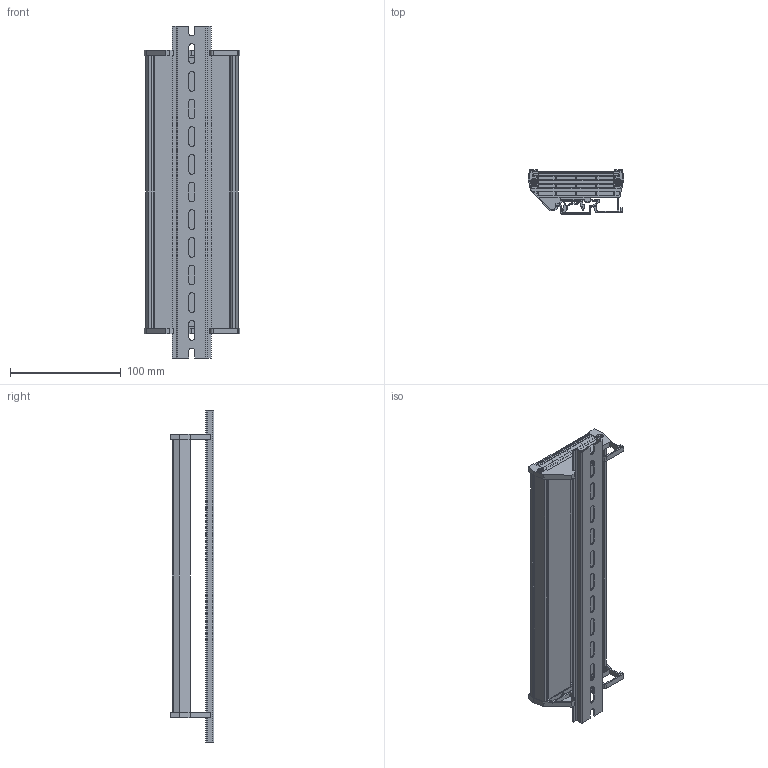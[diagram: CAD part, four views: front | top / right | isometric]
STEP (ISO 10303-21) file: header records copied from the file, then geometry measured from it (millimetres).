
FILE_DESCRIPTION (( 'STEP AP214' ), '1' );
FILE_NAME ('PHSCR-PHRKLR-250.STEP', '2022-01-24T11:29:39', ( '' ), ( '' ), 'SwSTEP 2.0', 'SolidWorks 2017', '' );
FILE_SCHEMA (( 'AUTOMOTIVE_DESIGN' ));
Length unit declared in the file: millimetre
Products named in the file (16): PHSFL; Rail-150; Side Screw; PCB-73; PHSFR; Rail-150_Rail Length - 250; Profile - 72-300; Profile - 72-300_Length-250; PCB-73_PCB -250; PHSCR-PHRKLR-250
Assembly tree (9 placements, depth 2):
  PHSFL
  Rail-150
  Side Screw
  PCB-73
  PHSFR
Bounding box: 86.36 x 39.5 x 300 mm (x, y, z)
Volume: 117422.9 mm3; surface area: 164706.6 mm2
Topology: 9 solids, 9 shells, 847 faces, 2348 edges, 1551 vertices
Faces by surface type: plane 624, cylinder 175, cone 20, bspline 16, torus 12
Entity records: 26112 total; most frequent: CARTESIAN_POINT 4582, ORIENTED_EDGE 4318, DIRECTION 4019, EDGE_CURVE 2159, LINE 1789, VECTOR 1789, VERTEX_POINT 1434, AXIS2_PLACEMENT_3D 1115
